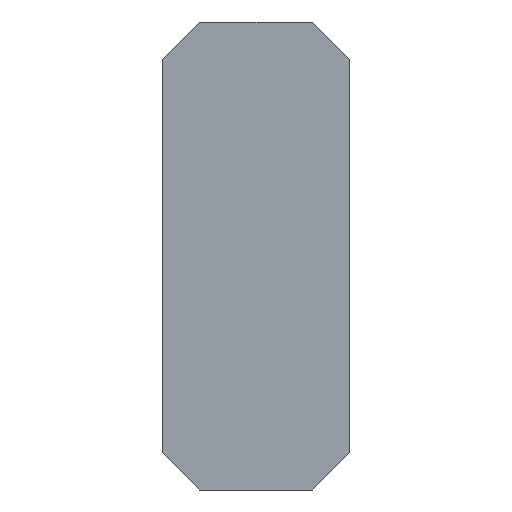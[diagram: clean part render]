
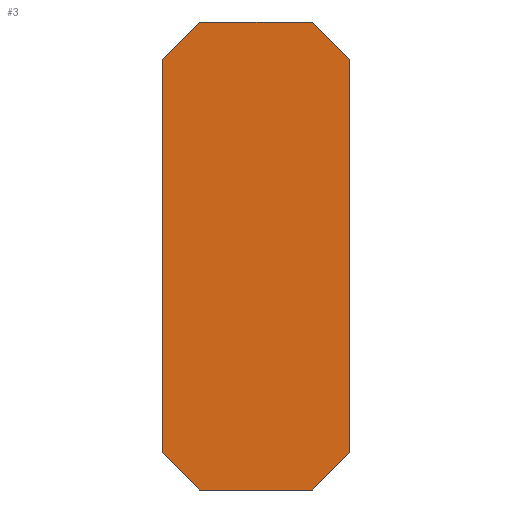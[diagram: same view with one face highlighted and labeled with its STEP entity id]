
A CAD part, left-side view. The second image highlights one B-rep face of the part: STEP entity #3.
In plain terms, the highlighted planar face has unit normal (-1, 0, 0).
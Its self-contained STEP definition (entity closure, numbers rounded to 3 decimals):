
#3 = ADVANCED_FACE ( 'NONE', ( #474 ), #19, .F. ) ;
#10 = EDGE_CURVE ( 'NONE', #122, #215, #546, .T. ) ;
#19 = PLANE ( 'NONE',  #39 ) ;
#35 = EDGE_CURVE ( 'NONE', #241, #220, #518, .T. ) ;
#36 = ORIENTED_EDGE ( 'NONE', *, *, #59, .F. ) ;
#37 = DIRECTION ( 'NONE',  ( 0., 0., -1. ) ) ;
#39 = AXIS2_PLACEMENT_3D ( 'NONE', #147, #534, #37 ) ;
#41 = EDGE_CURVE ( 'NONE', #509, #220, #145, .T. ) ;
#42 = EDGE_CURVE ( 'NONE', #509, #261, #527, .T. ) ;
#52 = ORIENTED_EDGE ( 'NONE', *, *, #547, .T. ) ;
#59 = EDGE_CURVE ( 'NONE', #310, #261, #183, .T. ) ;
#68 = CARTESIAN_POINT ( 'NONE',  ( -55., 10., 12.5 ) ) ;
#83 = EDGE_CURVE ( 'NONE', #310, #303, #473, .T. ) ;
#108 = DIRECTION ( 'NONE',  ( 0., 0., 1. ) ) ;
#112 = CARTESIAN_POINT ( 'NONE',  ( -55., 0., -12.5 ) ) ;
#122 = VERTEX_POINT ( 'NONE', #411 ) ;
#145 = LINE ( 'NONE', #68, #487 ) ;
#147 = CARTESIAN_POINT ( 'NONE',  ( -55., 10., -12.5 ) ) ;
#155 = VECTOR ( 'NONE', #442, 1000. ) ;
#157 = CARTESIAN_POINT ( 'NONE',  ( -55., 10., -12.5 ) ) ;
#172 = CARTESIAN_POINT ( 'NONE',  ( -55., 8., -12.5 ) ) ;
#173 = CARTESIAN_POINT ( 'NONE',  ( -55., 10., -10.5 ) ) ;
#183 = LINE ( 'NONE', #458, #429 ) ;
#193 = VECTOR ( 'NONE', #350, 1000. ) ;
#195 = VECTOR ( 'NONE', #486, 1000. ) ;
#198 = ORIENTED_EDGE ( 'NONE', *, *, #10, .T. ) ;
#204 = CARTESIAN_POINT ( 'NONE',  ( -55., 10., 10.5 ) ) ;
#215 = VERTEX_POINT ( 'NONE', #306 ) ;
#220 = VERTEX_POINT ( 'NONE', #299 ) ;
#237 = ORIENTED_EDGE ( 'NONE', *, *, #42, .T. ) ;
#241 = VERTEX_POINT ( 'NONE', #470 ) ;
#252 = ORIENTED_EDGE ( 'NONE', *, *, #41, .F. ) ;
#261 = VERTEX_POINT ( 'NONE', #204 ) ;
#299 = CARTESIAN_POINT ( 'NONE',  ( -55., 2., 12.5 ) ) ;
#303 = VERTEX_POINT ( 'NONE', #172 ) ;
#306 = CARTESIAN_POINT ( 'NONE',  ( -55., 0., -10.5 ) ) ;
#310 = VERTEX_POINT ( 'NONE', #173 ) ;
#318 = EDGE_CURVE ( 'NONE', #303, #122, #603, .T. ) ;
#322 = VECTOR ( 'NONE', #499, 1000. ) ;
#333 = ORIENTED_EDGE ( 'NONE', *, *, #35, .T. ) ;
#340 = CARTESIAN_POINT ( 'NONE',  ( -55., 8., 12.5 ) ) ;
#350 = DIRECTION ( 'NONE',  ( 0., -0.707, 0.707 ) ) ;
#351 = EDGE_LOOP ( 'NONE', ( #548, #198, #52, #333, #252, #237, #36, #482 ) ) ;
#379 = DIRECTION ( 'NONE',  ( 0., -1., 0. ) ) ;
#411 = CARTESIAN_POINT ( 'NONE',  ( -55., 2., -12.5 ) ) ;
#421 = CARTESIAN_POINT ( 'NONE',  ( -55., 2., -12.5 ) ) ;
#429 = VECTOR ( 'NONE', #459, 1000. ) ;
#442 = DIRECTION ( 'NONE',  ( 0., -0.707, -0.707 ) ) ;
#443 = CARTESIAN_POINT ( 'NONE',  ( -55., 10., -10.5 ) ) ;
#458 = CARTESIAN_POINT ( 'NONE',  ( -55., 10., -12.5 ) ) ;
#459 = DIRECTION ( 'NONE',  ( 0., 0., 1. ) ) ;
#465 = LINE ( 'NONE', #112, #477 ) ;
#470 = CARTESIAN_POINT ( 'NONE',  ( -55., 0., 10.5 ) ) ;
#473 = LINE ( 'NONE', #443, #155 ) ;
#474 = FACE_OUTER_BOUND ( 'NONE', #351, .T. ) ;
#477 = VECTOR ( 'NONE', #108, 1000. ) ;
#482 = ORIENTED_EDGE ( 'NONE', *, *, #83, .T. ) ;
#485 = VECTOR ( 'NONE', #379, 1000. ) ;
#486 = DIRECTION ( 'NONE',  ( 0., 0.707, -0.707 ) ) ;
#487 = VECTOR ( 'NONE', #491, 1000. ) ;
#491 = DIRECTION ( 'NONE',  ( 0., -1., 0. ) ) ;
#494 = CARTESIAN_POINT ( 'NONE',  ( -55., 10., 10.5 ) ) ;
#499 = DIRECTION ( 'NONE',  ( 0., 0.707, 0.707 ) ) ;
#509 = VERTEX_POINT ( 'NONE', #340 ) ;
#516 = CARTESIAN_POINT ( 'NONE',  ( -55., 2., 12.5 ) ) ;
#518 = LINE ( 'NONE', #516, #322 ) ;
#527 = LINE ( 'NONE', #494, #195 ) ;
#534 = DIRECTION ( 'NONE',  ( 1., 0., 0. ) ) ;
#546 = LINE ( 'NONE', #421, #193 ) ;
#547 = EDGE_CURVE ( 'NONE', #215, #241, #465, .T. ) ;
#548 = ORIENTED_EDGE ( 'NONE', *, *, #318, .T. ) ;
#603 = LINE ( 'NONE', #157, #485 ) ;
